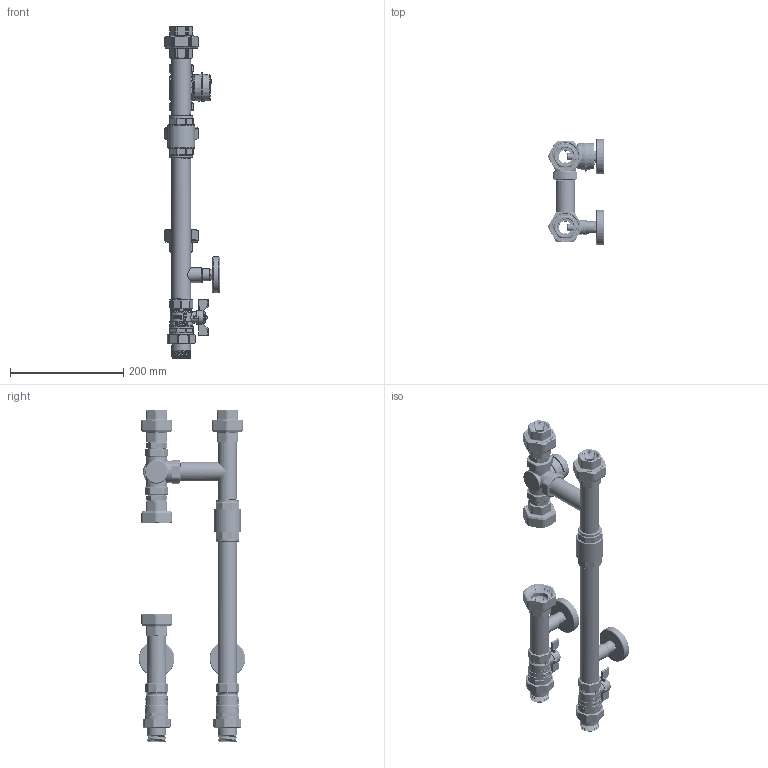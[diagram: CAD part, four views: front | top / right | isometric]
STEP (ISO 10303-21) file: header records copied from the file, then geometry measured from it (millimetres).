
FILE_DESCRIPTION(('STEP AP203'), '1');
FILE_NAME('NG-25C.19', '', ('UNSPECIFIED'), ('UNSPECIFIED'), 'ASCON STEP Converter 1.6', 'ASCON Math Kernel', '');
FILE_SCHEMA(('CONFIG_CONTROL_DESIGN'));
Length unit declared in the file: millimetre
Products named in the file (6): NG-25C.19; Òåðìîìåòð DN15 0-120 (Watts); Ð.âí(F)-Äó15-L20
Assembly tree (7 placements, depth 2):
  NG-25C.19
    Òåðìîìåòð DN15 0-120 (Watts)  x2
    (unnamed)
    (unnamed)
    (unnamed)
    Ð.âí(F)-Äó15-L20  x2
Bounding box: 97.85 x 188 x 586.1 mm (x, y, z)
Volume: 246563.7 mm3; surface area: 351989.2 mm2
Topology: 63 solids, 67 shells, 3746 faces, 9419 edges, 5904 vertices
Faces by surface type: plane 1611, cylinder 1110, bspline 347, extrusion 238, cone 234, torus 200, sphere 6
Full cylindrical faces by diameter (mm): 0.907 x2, 2.5 x4, 7 x2, 11 x2, 11.5 x2, 14 x2, 18.632 x2, 20 x4, 21 x4, 23 x10, 25 x8, 27.7 x4, 28 x3, 30 x2, 30.4 x2, 30.5 x3, 31 x4, 33 x6, 33.7 x4, 34 x6, 38 x3, 40 x2, 40.5 x2, 41 x4, 42 x9, 43 x4, 44 x4, 48 x1, 52 x2, 63 x2
Entity records: 406803 total; most frequent: CARTESIAN_POINT 300683, ORIENTED_EDGE 17358, DIRECTION 13706, EDGE_CURVE 8685, VERTEX_POINT 5573, AXIS2_PLACEMENT_3D 4930, EDGE_LOOP 3915, VECTOR 3846
